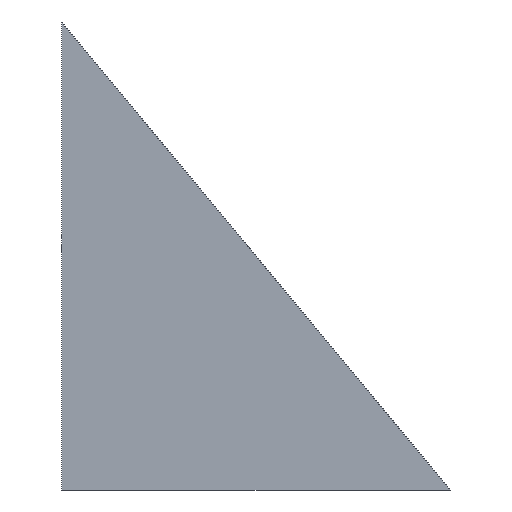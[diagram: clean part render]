
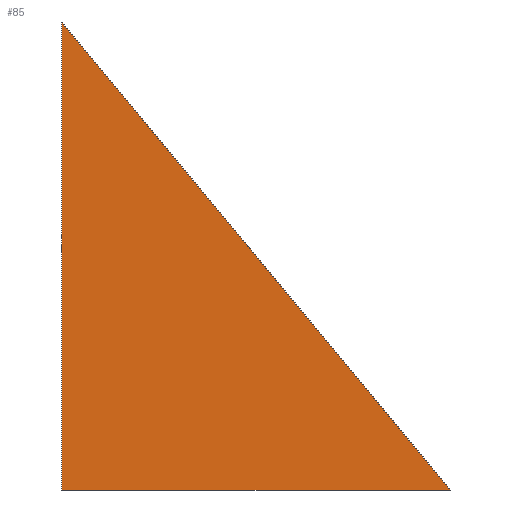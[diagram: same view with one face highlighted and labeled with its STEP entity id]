
A CAD part, front view. The second image highlights one B-rep face of the part: STEP entity #85.
In plain terms, the highlighted planar face has unit normal (0, -1, 0).
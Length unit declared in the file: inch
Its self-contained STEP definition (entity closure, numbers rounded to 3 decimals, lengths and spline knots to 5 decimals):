
#19=FACE_OUTER_BOUND('',#24,.T.);
#24=EDGE_LOOP('',(#73,#74,#75));
#25=LINE('',#130,#34);
#29=LINE('',#138,#38);
#32=LINE('',#143,#41);
#34=VECTOR('',#109,0.3937);
#38=VECTOR('',#115,0.3937);
#41=VECTOR('',#120,0.3937);
#43=VERTEX_POINT('',#128);
#44=VERTEX_POINT('',#129);
#47=VERTEX_POINT('',#137);
#49=EDGE_CURVE('',#43,#44,#25,.T.);
#53=EDGE_CURVE('',#47,#44,#29,.T.);
#56=EDGE_CURVE('',#43,#47,#32,.T.);
#73=ORIENTED_EDGE('',*,*,#56,.F.);
#74=ORIENTED_EDGE('',*,*,#49,.T.);
#75=ORIENTED_EDGE('',*,*,#53,.F.);
#80=PLANE('',#104);
#85=ADVANCED_FACE('',(#19),#80,.F.);
#104=AXIS2_PLACEMENT_3D('',#146,#124,#125);
#109=DIRECTION('',(1.,0.,0.));
#115=DIRECTION('',(0.639,0.,-0.769));
#120=DIRECTION('',(0.,0.,1.));
#124=DIRECTION('center_axis',(0.,1.,0.));
#125=DIRECTION('ref_axis',(1.,0.,0.));
#128=CARTESIAN_POINT('',(-32.95004,0.,-86.625));
#129=CARTESIAN_POINT('',(-0.45004,0.,-86.625));
#130=CARTESIAN_POINT('',(-71.13708,0.,-86.625));
#137=CARTESIAN_POINT('',(-32.95004,0.,-47.51196));
#138=CARTESIAN_POINT('',(-32.95004,0.,-47.51196));
#143=CARTESIAN_POINT('',(-32.95004,0.,-86.625));
#146=CARTESIAN_POINT('Origin',(-16.70004,0.,-67.06848));
